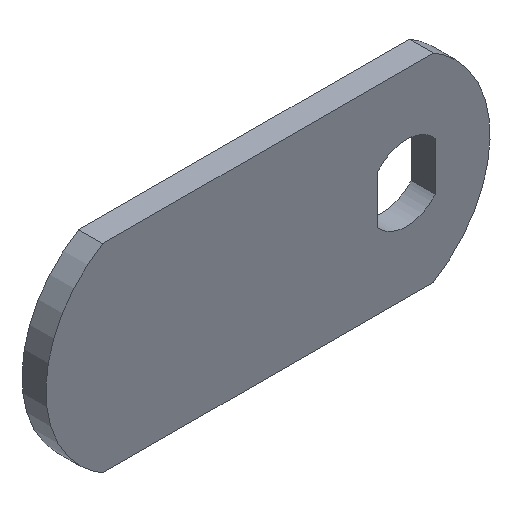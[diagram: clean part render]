
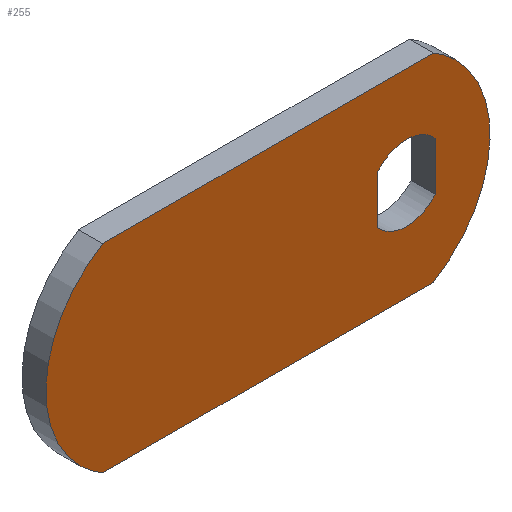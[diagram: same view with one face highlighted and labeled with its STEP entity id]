
A CAD part, isometric view. The second image highlights one B-rep face of the part: STEP entity #255.
In plain terms, the highlighted free-form (B-spline) face has degree [1, 1] with [2, 2] control points.
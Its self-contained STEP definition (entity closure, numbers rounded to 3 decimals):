
#150=CARTESIAN_POINT('',(-36.623,-2.3,10.449));
#151=CARTESIAN_POINT('',(10.123,-2.3,10.449));
#152=CARTESIAN_POINT('',(-36.623,-2.3,-10.449));
#153=CARTESIAN_POINT('',(10.123,-2.3,-10.449));
#154=B_SPLINE_SURFACE_WITH_KNOTS('',1,1,((#150,#152),(#151,#153)),.UNSPECIFIED.,.F.,.F.,.U.,(2,2),(2,2),(0.0,46.746),(0.0,20.898),.UNSPECIFIED.);
#155=CARTESIAN_POINT('',(-29.045,-2.3,9.5));
#156=VERTEX_POINT('',#155);
#157=CARTESIAN_POINT('',(-29.045,-2.3,-9.5));
#158=VERTEX_POINT('',#157);
#159=CARTESIAN_POINT('',(-29.045,-2.3,9.5));
#160=CARTESIAN_POINT('',(-34.5,-2.3,6.316));
#161=CARTESIAN_POINT('',(-34.5,-2.3,0.0));
#162=CARTESIAN_POINT('',(-34.5,-2.3,-6.316));
#163=CARTESIAN_POINT('',(-29.045,-2.3,-9.5));
#171=(BOUNDED_CURVE()B_SPLINE_CURVE(2,(#159,#160,#161,#162,#163),.UNSPECIFIED.,.F.,.U.)B_SPLINE_CURVE_WITH_KNOTS((3,2,3),(0.0,0.5,1.0),.UNSPECIFIED.)CURVE()GEOMETRIC_REPRESENTATION_ITEM()RATIONAL_B_SPLINE_CURVE((1.0,0.867,1.0,0.867,1.0))REPRESENTATION_ITEM(''));
#172=EDGE_CURVE('',#156,#158,#171,.T.);
#173=ORIENTED_EDGE('',*,*,#172,.T.);
#174=CARTESIAN_POINT('',(2.545,-2.3,-9.5));
#175=VERTEX_POINT('',#174);
#176=CARTESIAN_POINT('',(-29.045,-2.3,-9.5));
#177=CARTESIAN_POINT('',(2.545,-2.3,-9.5));
#178=QUASI_UNIFORM_CURVE('',1,(#176,#177),.UNSPECIFIED.,.F.,.U.);
#179=EDGE_CURVE('',#158,#175,#178,.T.);
#180=ORIENTED_EDGE('',*,*,#179,.T.);
#181=CARTESIAN_POINT('',(2.545,-2.3,9.5));
#182=VERTEX_POINT('',#181);
#183=CARTESIAN_POINT('',(2.545,-2.3,-9.5));
#184=CARTESIAN_POINT('',(8.0,-2.3,-6.316));
#185=CARTESIAN_POINT('',(8.0,-2.3,0.0));
#186=CARTESIAN_POINT('',(8.0,-2.3,6.316));
#187=CARTESIAN_POINT('',(2.545,-2.3,9.5));
#195=(BOUNDED_CURVE()B_SPLINE_CURVE(2,(#183,#184,#185,#186,#187),.UNSPECIFIED.,.F.,.U.)B_SPLINE_CURVE_WITH_KNOTS((3,2,3),(0.0,0.5,1.0),.UNSPECIFIED.)CURVE()GEOMETRIC_REPRESENTATION_ITEM()RATIONAL_B_SPLINE_CURVE((1.0,0.867,1.0,0.867,1.0))REPRESENTATION_ITEM(''));
#196=EDGE_CURVE('',#175,#182,#195,.T.);
#197=ORIENTED_EDGE('',*,*,#196,.T.);
#198=CARTESIAN_POINT('',(2.545,-2.3,9.5));
#199=CARTESIAN_POINT('',(-29.045,-2.3,9.5));
#200=QUASI_UNIFORM_CURVE('',1,(#198,#199),.UNSPECIFIED.,.F.,.U.);
#201=EDGE_CURVE('',#182,#156,#200,.T.);
#202=ORIENTED_EDGE('',*,*,#201,.T.);
#203=EDGE_LOOP('',(#173,#180,#197,#202));
#204=FACE_OUTER_BOUND('',#203,.T.);
#205=CARTESIAN_POINT('',(2.75,-2.3,-2.323));
#206=VERTEX_POINT('',#205);
#207=CARTESIAN_POINT('',(2.75,-2.3,2.323));
#208=VERTEX_POINT('',#207);
#209=CARTESIAN_POINT('',(2.75,-2.3,-2.323));
#210=CARTESIAN_POINT('',(2.75,-2.3,2.323));
#211=QUASI_UNIFORM_CURVE('',1,(#209,#210),.UNSPECIFIED.,.F.,.U.);
#212=EDGE_CURVE('',#206,#208,#211,.T.);
#213=ORIENTED_EDGE('',*,*,#212,.F.);
#214=CARTESIAN_POINT('',(-2.75,-2.3,-2.323));
#215=VERTEX_POINT('',#214);
#216=CARTESIAN_POINT('',(-2.75,-2.3,-2.323));
#217=CARTESIAN_POINT('',(-1.671,-2.3,-3.6));
#218=CARTESIAN_POINT('',(0.0,-2.3,-3.6));
#219=CARTESIAN_POINT('',(1.671,-2.3,-3.6));
#220=CARTESIAN_POINT('',(2.75,-2.3,-2.323));
#228=(BOUNDED_CURVE()B_SPLINE_CURVE(2,(#216,#217,#218,#219,#220),.UNSPECIFIED.,.F.,.U.)B_SPLINE_CURVE_WITH_KNOTS((3,2,3),(0.0,0.5,1.0),.UNSPECIFIED.)CURVE()GEOMETRIC_REPRESENTATION_ITEM()RATIONAL_B_SPLINE_CURVE((1.0,0.907,1.0,0.907,1.0))REPRESENTATION_ITEM(''));
#229=EDGE_CURVE('',#215,#206,#228,.T.);
#230=ORIENTED_EDGE('',*,*,#229,.F.);
#231=CARTESIAN_POINT('',(-2.75,-2.3,2.323));
#232=VERTEX_POINT('',#231);
#233=CARTESIAN_POINT('',(-2.75,-2.3,2.323));
#234=CARTESIAN_POINT('',(-2.75,-2.3,-2.323));
#235=QUASI_UNIFORM_CURVE('',1,(#233,#234),.UNSPECIFIED.,.F.,.U.);
#236=EDGE_CURVE('',#232,#215,#235,.T.);
#237=ORIENTED_EDGE('',*,*,#236,.F.);
#238=CARTESIAN_POINT('',(2.75,-2.3,2.323));
#239=CARTESIAN_POINT('',(1.671,-2.3,3.6));
#240=CARTESIAN_POINT('',(0.0,-2.3,3.6));
#241=CARTESIAN_POINT('',(-1.671,-2.3,3.6));
#242=CARTESIAN_POINT('',(-2.75,-2.3,2.323));
#250=(BOUNDED_CURVE()B_SPLINE_CURVE(2,(#238,#239,#240,#241,#242),.UNSPECIFIED.,.F.,.U.)B_SPLINE_CURVE_WITH_KNOTS((3,2,3),(0.0,0.5,1.0),.UNSPECIFIED.)CURVE()GEOMETRIC_REPRESENTATION_ITEM()RATIONAL_B_SPLINE_CURVE((1.0,0.907,1.0,0.907,1.0))REPRESENTATION_ITEM(''));
#251=EDGE_CURVE('',#208,#232,#250,.T.);
#252=ORIENTED_EDGE('',*,*,#251,.F.);
#253=EDGE_LOOP('',(#213,#230,#237,#252));
#254=FACE_BOUND('',#253,.T.);
#255=ADVANCED_FACE('',(#204,#254),#154,.F.);
